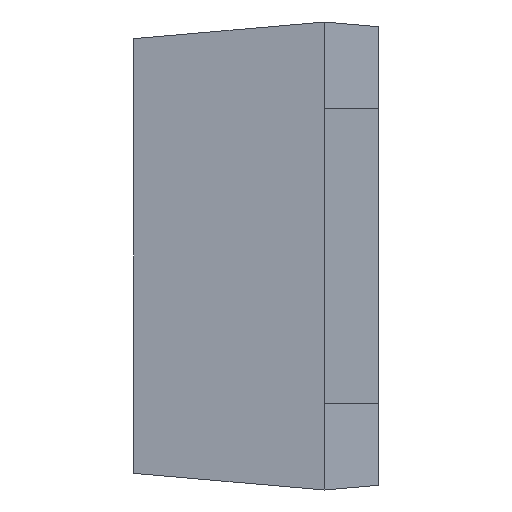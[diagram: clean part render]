
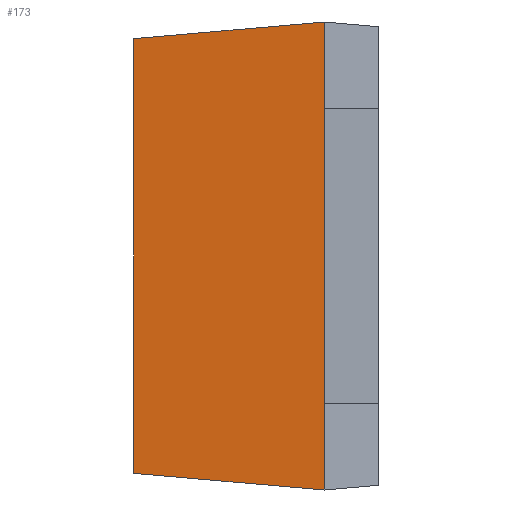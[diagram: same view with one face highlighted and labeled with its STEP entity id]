
A CAD part, left-side view. The second image highlights one B-rep face of the part: STEP entity #173.
In plain terms, the highlighted planar face has unit normal (-0.996, 0.087, 0).
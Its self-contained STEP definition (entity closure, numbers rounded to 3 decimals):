
#6 = LINE ( 'NONE', #32, #480 ) ;
#28 = EDGE_CURVE ( 'NONE', #179, #500, #250, .T. ) ;
#32 = CARTESIAN_POINT ( 'NONE',  ( -1.523, 0.586, -0.442 ) ) ;
#42 = FACE_OUTER_BOUND ( 'NONE', #277, .T. ) ;
#48 = EDGE_CURVE ( 'NONE', #571, #559, #487, .T. ) ;
#99 = CARTESIAN_POINT ( 'NONE',  ( -1.57, 0.056, 0.618 ) ) ;
#114 = VECTOR ( 'NONE', #286, 1000. ) ;
#129 = CARTESIAN_POINT ( 'NONE',  ( -1.57, 0.056, -0.442 ) ) ;
#137 = ORIENTED_EDGE ( 'NONE', *, *, #713, .T. ) ;
#147 = DIRECTION ( 'NONE',  ( -0.087, -0.992, 0.087 ) ) ;
#173 = ADVANCED_FACE ( 'NONE', ( #42 ), #302, .T. ) ;
#179 = VERTEX_POINT ( 'NONE', #564 ) ;
#180 = CARTESIAN_POINT ( 'NONE',  ( -1.57, 0.056, -0.442 ) ) ;
#250 = LINE ( 'NONE', #273, #772 ) ;
#258 = ORIENTED_EDGE ( 'NONE', *, *, #48, .T. ) ;
#272 = LINE ( 'NONE', #548, #114 ) ;
#273 = CARTESIAN_POINT ( 'NONE',  ( -1.57, 0.056, 0.858 ) ) ;
#277 = EDGE_LOOP ( 'NONE', ( #258, #758, #137, #626, #362, #574 ) ) ;
#286 = DIRECTION ( 'NONE',  ( 0., 0., 1. ) ) ;
#289 = CARTESIAN_POINT ( 'NONE',  ( -1.57, 0.056, -0.442 ) ) ;
#297 = DIRECTION ( 'NONE',  ( 0., 0., 1. ) ) ;
#302 = PLANE ( 'NONE',  #470 ) ;
#338 = VERTEX_POINT ( 'NONE', #584 ) ;
#354 = LINE ( 'NONE', #129, #536 ) ;
#362 = ORIENTED_EDGE ( 'NONE', *, *, #593, .F. ) ;
#470 = AXIS2_PLACEMENT_3D ( 'NONE', #180, #783, #617 ) ;
#480 = VECTOR ( 'NONE', #723, 1000. ) ;
#487 = LINE ( 'NONE', #737, #656 ) ;
#500 = VERTEX_POINT ( 'NONE', #649 ) ;
#526 = VECTOR ( 'NONE', #792, 1000. ) ;
#536 = VECTOR ( 'NONE', #576, 1000. ) ;
#542 = CARTESIAN_POINT ( 'NONE',  ( -1.57, 0.056, -0.442 ) ) ;
#548 = CARTESIAN_POINT ( 'NONE',  ( -1.57, 0.056, -0.442 ) ) ;
#559 = VERTEX_POINT ( 'NONE', #777 ) ;
#564 = CARTESIAN_POINT ( 'NONE',  ( -1.523, 0.586, 0.811 ) ) ;
#565 = VERTEX_POINT ( 'NONE', #99 ) ;
#571 = VERTEX_POINT ( 'NONE', #542 ) ;
#574 = ORIENTED_EDGE ( 'NONE', *, *, #789, .T. ) ;
#576 = DIRECTION ( 'NONE',  ( -0.087, -0.992, -0.087 ) ) ;
#584 = CARTESIAN_POINT ( 'NONE',  ( -1.523, 0.586, -0.396 ) ) ;
#593 = EDGE_CURVE ( 'NONE', #338, #179, #6, .T. ) ;
#617 = DIRECTION ( 'NONE',  ( -0.087, -0.996, 0. ) ) ;
#626 = ORIENTED_EDGE ( 'NONE', *, *, #28, .F. ) ;
#649 = CARTESIAN_POINT ( 'NONE',  ( -1.57, 0.056, 0.858 ) ) ;
#656 = VECTOR ( 'NONE', #297, 1000. ) ;
#667 = EDGE_CURVE ( 'NONE', #559, #565, #272, .T. ) ;
#689 = LINE ( 'NONE', #289, #526 ) ;
#713 = EDGE_CURVE ( 'NONE', #565, #500, #689, .T. ) ;
#723 = DIRECTION ( 'NONE',  ( 0., 0., 1. ) ) ;
#737 = CARTESIAN_POINT ( 'NONE',  ( -1.57, 0.056, -0.442 ) ) ;
#758 = ORIENTED_EDGE ( 'NONE', *, *, #667, .T. ) ;
#772 = VECTOR ( 'NONE', #147, 1000. ) ;
#777 = CARTESIAN_POINT ( 'NONE',  ( -1.57, 0.056, -0.202 ) ) ;
#783 = DIRECTION ( 'NONE',  ( -0.996, 0.087, 0. ) ) ;
#789 = EDGE_CURVE ( 'NONE', #338, #571, #354, .T. ) ;
#792 = DIRECTION ( 'NONE',  ( 0., 0., 1. ) ) ;
